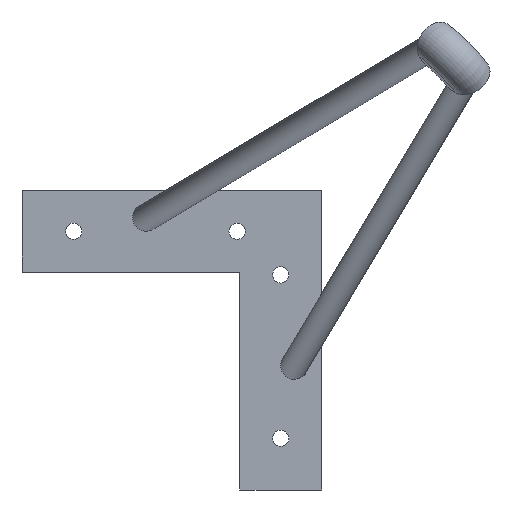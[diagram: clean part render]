
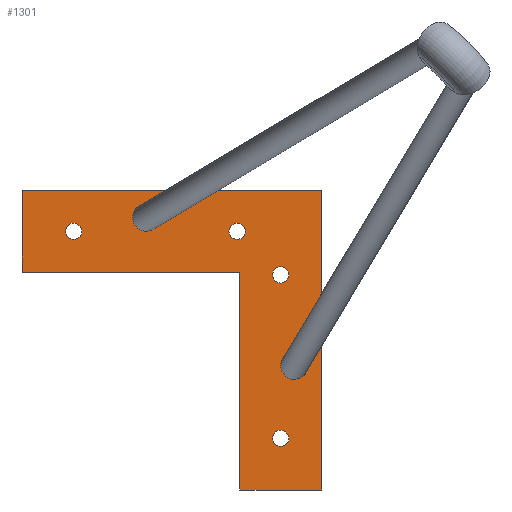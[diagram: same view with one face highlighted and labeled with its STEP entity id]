
A CAD part, front view. The second image highlights one B-rep face of the part: STEP entity #1301.
In plain terms, the highlighted planar face has unit normal (0, -1, 0).
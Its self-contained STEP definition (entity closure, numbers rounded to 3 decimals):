
#15 = ORIENTED_EDGE ( 'NONE', *, *, #1028, .T. ) ;
#16 = CARTESIAN_POINT ( 'NONE',  ( -15., -3., -31. ) ) ;
#38 = DIRECTION ( 'NONE',  ( 0., 1., 0. ) ) ;
#87 = FACE_BOUND ( 'NONE', #654, .T. ) ;
#96 = DIRECTION ( 'NONE',  ( 0., 1., 0. ) ) ;
#99 = VECTOR ( 'NONE', #840, 1000. ) ;
#119 = CARTESIAN_POINT ( 'NONE',  ( -31., -3., -18. ) ) ;
#127 = AXIS2_PLACEMENT_3D ( 'NONE', #16, #1005, #258 ) ;
#128 = DIRECTION ( 'NONE',  ( 0., 0., 1. ) ) ;
#149 = CIRCLE ( 'NONE', #1349, 3. ) ;
#154 = DIRECTION ( 'NONE',  ( 0., 0., 1. ) ) ;
#171 = EDGE_CURVE ( 'NONE', #488, #1348, #501, .T. ) ;
#187 = EDGE_CURVE ( 'NONE', #993, #540, #1466, .T. ) ;
#225 = PLANE ( 'NONE',  #853 ) ;
#237 = ORIENTED_EDGE ( 'NONE', *, *, #384, .F. ) ;
#246 = DIRECTION ( 'NONE',  ( 0., 1., 0. ) ) ;
#258 = DIRECTION ( 'NONE',  ( 0., 0., 1. ) ) ;
#269 = ORIENTED_EDGE ( 'NONE', *, *, #1326, .F. ) ;
#271 = CARTESIAN_POINT ( 'NONE',  ( -110., -3., 0. ) ) ;
#299 = AXIS2_PLACEMENT_3D ( 'NONE', #1327, #96, #1434 ) ;
#300 = CARTESIAN_POINT ( 'NONE',  ( 0., -3., -110. ) ) ;
#304 = ORIENTED_EDGE ( 'NONE', *, *, #801, .T. ) ;
#309 = VECTOR ( 'NONE', #580, 1000. ) ;
#320 = CARTESIAN_POINT ( 'NONE',  ( -30., -3., -110. ) ) ;
#346 = FACE_BOUND ( 'NONE', #621, .T. ) ;
#349 = CARTESIAN_POINT ( 'NONE',  ( 0., -3., -110. ) ) ;
#369 = VECTOR ( 'NONE', #1190, 1000. ) ;
#370 = DIRECTION ( 'NONE',  ( 0., 1., 0. ) ) ;
#384 = EDGE_CURVE ( 'NONE', #888, #1142, #839, .T. ) ;
#430 = EDGE_CURVE ( 'NONE', #767, #1376, #1520, .T. ) ;
#431 = ORIENTED_EDGE ( 'NONE', *, *, #187, .T. ) ;
#456 = DIRECTION ( 'NONE',  ( 0., 0., 1. ) ) ;
#486 = LINE ( 'NONE', #349, #99 ) ;
#488 = VERTEX_POINT ( 'NONE', #875 ) ;
#497 = CARTESIAN_POINT ( 'NONE',  ( -30., -3., -30. ) ) ;
#501 = CIRCLE ( 'NONE', #1386, 3. ) ;
#519 = CIRCLE ( 'NONE', #1408, 3. ) ;
#526 = ORIENTED_EDGE ( 'NONE', *, *, #1356, .T. ) ;
#527 = AXIS2_PLACEMENT_3D ( 'NONE', #1271, #38, #1263 ) ;
#540 = VERTEX_POINT ( 'NONE', #725 ) ;
#552 = ORIENTED_EDGE ( 'NONE', *, *, #910, .T. ) ;
#553 = LINE ( 'NONE', #559, #369 ) ;
#559 = CARTESIAN_POINT ( 'NONE',  ( -110., -3., 0. ) ) ;
#580 = DIRECTION ( 'NONE',  ( 0., 0., 1. ) ) ;
#596 = VECTOR ( 'NONE', #909, 1000. ) ;
#599 = CARTESIAN_POINT ( 'NONE',  ( 0., -3., 0. ) ) ;
#621 = EDGE_LOOP ( 'NONE', ( #304, #800 ) ) ;
#633 = VERTEX_POINT ( 'NONE', #119 ) ;
#639 = CARTESIAN_POINT ( 'NONE',  ( -15., -3., -91. ) ) ;
#654 = EDGE_LOOP ( 'NONE', ( #792, #552 ) ) ;
#713 = DIRECTION ( 'NONE',  ( 0., 0., 1. ) ) ;
#719 = DIRECTION ( 'NONE',  ( 0., 0., 1. ) ) ;
#725 = CARTESIAN_POINT ( 'NONE',  ( -15., -3., -34. ) ) ;
#739 = CIRCLE ( 'NONE', #527, 3. ) ;
#748 = EDGE_CURVE ( 'NONE', #1142, #921, #553, .T. ) ;
#767 = VERTEX_POINT ( 'NONE', #1303 ) ;
#792 = ORIENTED_EDGE ( 'NONE', *, *, #171, .T. ) ;
#797 = LINE ( 'NONE', #1285, #1211 ) ;
#800 = ORIENTED_EDGE ( 'NONE', *, *, #430, .T. ) ;
#801 = EDGE_CURVE ( 'NONE', #1376, #767, #981, .T. ) ;
#807 = CARTESIAN_POINT ( 'NONE',  ( -30., -3., -110. ) ) ;
#837 = FACE_OUTER_BOUND ( 'NONE', #1175, .T. ) ;
#839 = LINE ( 'NONE', #1185, #309 ) ;
#840 = DIRECTION ( 'NONE',  ( -1., 0., 0. ) ) ;
#853 = AXIS2_PLACEMENT_3D ( 'NONE', #599, #370, #713 ) ;
#875 = CARTESIAN_POINT ( 'NONE',  ( -15., -3., -88. ) ) ;
#886 = ORIENTED_EDGE ( 'NONE', *, *, #1389, .T. ) ;
#888 = VERTEX_POINT ( 'NONE', #1481 ) ;
#902 = AXIS2_PLACEMENT_3D ( 'NONE', #1534, #1049, #456 ) ;
#909 = DIRECTION ( 'NONE',  ( 0., 0., 1. ) ) ;
#910 = EDGE_CURVE ( 'NONE', #1348, #488, #519, .T. ) ;
#921 = VERTEX_POINT ( 'NONE', #1231 ) ;
#924 = CARTESIAN_POINT ( 'NONE',  ( -31., -3., -12. ) ) ;
#929 = VECTOR ( 'NONE', #1511, 1000. ) ;
#955 = FACE_BOUND ( 'NONE', #1237, .T. ) ;
#961 = FACE_BOUND ( 'NONE', #1444, .T. ) ;
#973 = AXIS2_PLACEMENT_3D ( 'NONE', #1489, #1023, #154 ) ;
#981 = CIRCLE ( 'NONE', #902, 3. ) ;
#993 = VERTEX_POINT ( 'NONE', #1246 ) ;
#1005 = DIRECTION ( 'NONE',  ( 0., 1., 0. ) ) ;
#1023 = DIRECTION ( 'NONE',  ( 0., 1., 0. ) ) ;
#1028 = EDGE_CURVE ( 'NONE', #633, #1047, #739, .T. ) ;
#1029 = LINE ( 'NONE', #807, #596 ) ;
#1039 = VERTEX_POINT ( 'NONE', #300 ) ;
#1047 = VERTEX_POINT ( 'NONE', #924 ) ;
#1049 = DIRECTION ( 'NONE',  ( 0., 1., 0. ) ) ;
#1058 = CARTESIAN_POINT ( 'NONE',  ( -15., -3., -91. ) ) ;
#1068 = DIRECTION ( 'NONE',  ( 0., 1., 0. ) ) ;
#1113 = DIRECTION ( 'NONE',  ( 0., 0., 1. ) ) ;
#1127 = CARTESIAN_POINT ( 'NONE',  ( -91., -3., -12. ) ) ;
#1142 = VERTEX_POINT ( 'NONE', #271 ) ;
#1175 = EDGE_LOOP ( 'NONE', ( #1588, #237, #1287, #1457, #269, #1179 ) ) ;
#1177 = LINE ( 'NONE', #1426, #929 ) ;
#1179 = ORIENTED_EDGE ( 'NONE', *, *, #1199, .F. ) ;
#1185 = CARTESIAN_POINT ( 'NONE',  ( -110., -3., -30. ) ) ;
#1190 = DIRECTION ( 'NONE',  ( 1., 0., 0. ) ) ;
#1199 = EDGE_CURVE ( 'NONE', #921, #1039, #1177, .T. ) ;
#1211 = VECTOR ( 'NONE', #1526, 1000. ) ;
#1212 = EDGE_CURVE ( 'NONE', #1252, #1407, #1029, .T. ) ;
#1231 = CARTESIAN_POINT ( 'NONE',  ( 0., -3., 0. ) ) ;
#1237 = EDGE_LOOP ( 'NONE', ( #431, #886 ) ) ;
#1246 = CARTESIAN_POINT ( 'NONE',  ( -15., -3., -28. ) ) ;
#1252 = VERTEX_POINT ( 'NONE', #320 ) ;
#1254 = EDGE_CURVE ( 'NONE', #1407, #888, #797, .T. ) ;
#1263 = DIRECTION ( 'NONE',  ( 0., 0., 1. ) ) ;
#1271 = CARTESIAN_POINT ( 'NONE',  ( -31., -3., -15. ) ) ;
#1272 = CIRCLE ( 'NONE', #127, 3. ) ;
#1285 = CARTESIAN_POINT ( 'NONE',  ( -30., -3., -30. ) ) ;
#1287 = ORIENTED_EDGE ( 'NONE', *, *, #1254, .F. ) ;
#1301 = ADVANCED_FACE ( 'NONE', ( #87, #955, #961, #346, #837 ), #225, .F. ) ;
#1303 = CARTESIAN_POINT ( 'NONE',  ( -91., -3., -18. ) ) ;
#1319 = CARTESIAN_POINT ( 'NONE',  ( -15., -3., -94. ) ) ;
#1326 = EDGE_CURVE ( 'NONE', #1039, #1252, #486, .T. ) ;
#1327 = CARTESIAN_POINT ( 'NONE',  ( -15., -3., -31. ) ) ;
#1338 = CARTESIAN_POINT ( 'NONE',  ( -31., -3., -15. ) ) ;
#1348 = VERTEX_POINT ( 'NONE', #1319 ) ;
#1349 = AXIS2_PLACEMENT_3D ( 'NONE', #1338, #246, #128 ) ;
#1356 = EDGE_CURVE ( 'NONE', #1047, #633, #149, .T. ) ;
#1376 = VERTEX_POINT ( 'NONE', #1127 ) ;
#1386 = AXIS2_PLACEMENT_3D ( 'NONE', #1058, #1068, #719 ) ;
#1389 = EDGE_CURVE ( 'NONE', #540, #993, #1272, .T. ) ;
#1407 = VERTEX_POINT ( 'NONE', #497 ) ;
#1408 = AXIS2_PLACEMENT_3D ( 'NONE', #639, #1473, #1113 ) ;
#1426 = CARTESIAN_POINT ( 'NONE',  ( 0., -3., 0. ) ) ;
#1434 = DIRECTION ( 'NONE',  ( 0., 0., 1. ) ) ;
#1444 = EDGE_LOOP ( 'NONE', ( #526, #15 ) ) ;
#1457 = ORIENTED_EDGE ( 'NONE', *, *, #1212, .F. ) ;
#1466 = CIRCLE ( 'NONE', #299, 3. ) ;
#1473 = DIRECTION ( 'NONE',  ( 0., 1., 0. ) ) ;
#1481 = CARTESIAN_POINT ( 'NONE',  ( -110., -3., -30. ) ) ;
#1489 = CARTESIAN_POINT ( 'NONE',  ( -91., -3., -15. ) ) ;
#1511 = DIRECTION ( 'NONE',  ( 0., 0., -1. ) ) ;
#1520 = CIRCLE ( 'NONE', #973, 3. ) ;
#1526 = DIRECTION ( 'NONE',  ( -1., 0., 0. ) ) ;
#1534 = CARTESIAN_POINT ( 'NONE',  ( -91., -3., -15. ) ) ;
#1588 = ORIENTED_EDGE ( 'NONE', *, *, #748, .F. ) ;
